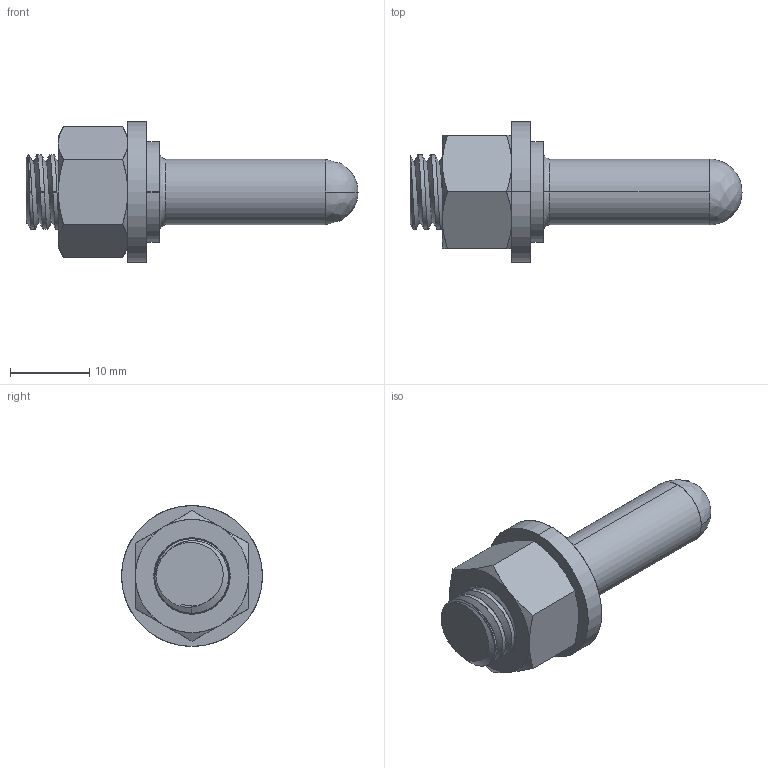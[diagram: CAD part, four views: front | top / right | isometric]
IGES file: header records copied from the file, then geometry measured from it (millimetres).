
Start section: SolidWorks IGES file using analytic representation for surfaces
Global section: file name: SV-OAT-340_solid_model_2.IGS; native system: SolidWorks 2017; preprocessor: SolidWorks 2017; author: dweber; date: 180222.171933; units: millimetre
Bounding box: 41.9 x 17.78 x 17.78 mm (x, y, z)
Surface area: 2481.7 mm2 (no closed solid volume)
Topology: 0 solids, 0 shells, 80 faces, 2234 edges, 2232 vertices
Faces by surface type: revolution 51, bspline 29
